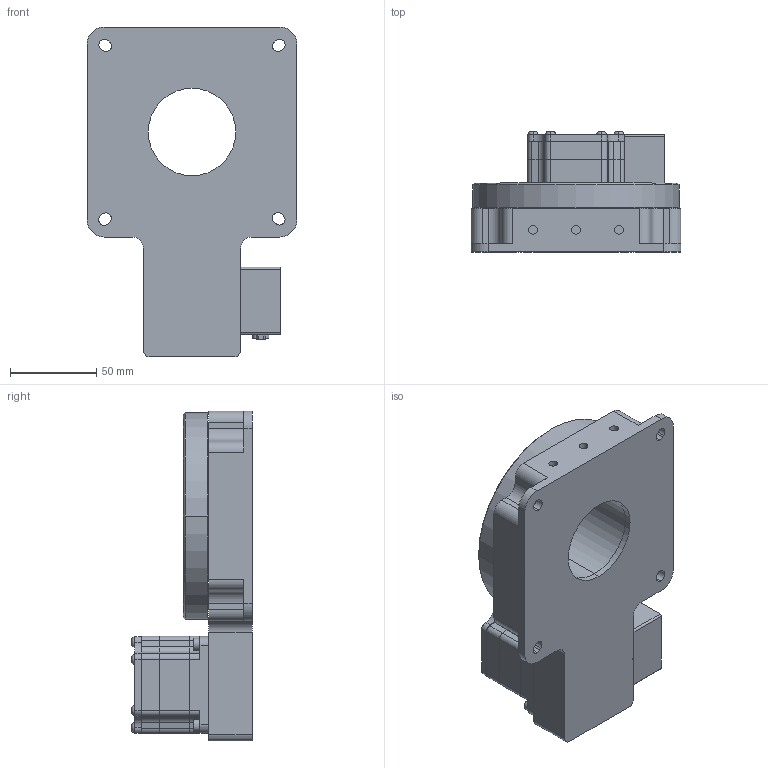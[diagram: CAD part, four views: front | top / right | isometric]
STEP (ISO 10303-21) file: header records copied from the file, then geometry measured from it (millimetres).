
FILE_DESCRIPTION (( 'STEP AP203' ), '1' );
FILE_NAME ('RSB120xU-T3A.step', '2023-05-30T18:48:14', ( '' ), ( '' ), 'SwSTEP 2.0', 'SolidWorks 2019', '' );
FILE_SCHEMA (( 'CONFIG_CONTROL_DESIGN' ));
Length unit declared in the file: millimetre
Products named in the file (4): RSB120xU-T3A; RSB120_motor^RSB120_RSB-T3A (short); RSB120_top^RSB120; RSB120_base^RSB120_RSB120
Assembly tree (3 placements, depth 2):
  RSB120xU-T3A
    RSB120_base^RSB120_RSB120
    RSB120_top^RSB120
    RSB120_motor^RSB120_RSB-T3A (short)
Bounding box: 122 x 70.03 x 191.7 mm (x, y, z)
Volume: 713546.7 mm3; surface area: 158763.7 mm2
Topology: 30 solids, 30 shells, 673 faces, 1601 edges, 1050 vertices
Faces by surface type: plane 346, cylinder 293, cone 26, torus 8
Entity records: 20081 total; most frequent: CARTESIAN_POINT 3558, DIRECTION 3541, ORIENTED_EDGE 3178, EDGE_CURVE 1589, AXIS2_PLACEMENT_3D 1321, VERTEX_POINT 1050, LINE 899, VECTOR 899
